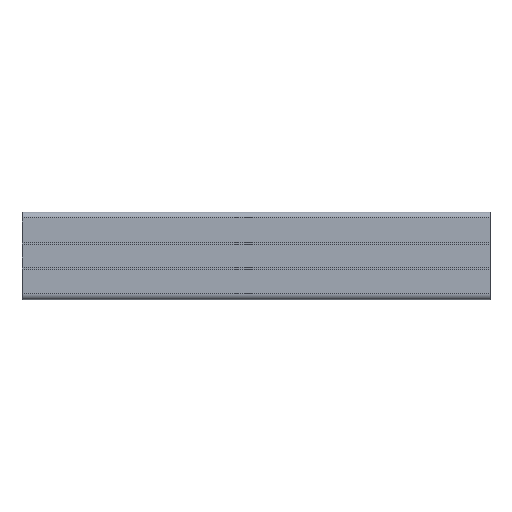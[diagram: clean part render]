
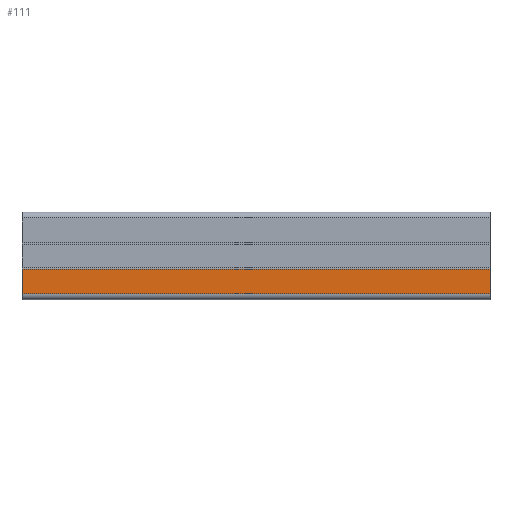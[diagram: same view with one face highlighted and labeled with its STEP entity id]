
A CAD part, top view. The second image highlights one B-rep face of the part: STEP entity #111.
In plain terms, the highlighted planar face has unit normal (0, 0, 1).
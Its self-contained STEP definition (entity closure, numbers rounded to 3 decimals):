
#111=ADVANCED_FACE('',(#250),#251,.T.);
#250=FACE_OUTER_BOUND('',#464,.T.);
#251=PLANE('',#465);
#464=EDGE_LOOP('',(#858,#859,#860,#861));
#465=AXIS2_PLACEMENT_3D('',#862,#863,#864);
#858=ORIENTED_EDGE('',*,*,#1620,.T.);
#859=ORIENTED_EDGE('',*,*,#1621,.F.);
#860=ORIENTED_EDGE('',*,*,#1622,.T.);
#861=ORIENTED_EDGE('',*,*,#1623,.T.);
#862=CARTESIAN_POINT('',(0.0,-8.775,15.0));
#863=DIRECTION('',(0.0,0.0,1.0));
#864=DIRECTION('',(0.0,-1.0,0.0));
#1620=EDGE_CURVE('',#1992,#1993,#1994,.T.);
#1621=EDGE_CURVE('',#1995,#1993,#1996,.T.);
#1622=EDGE_CURVE('',#1995,#1997,#1998,.T.);
#1623=EDGE_CURVE('',#1997,#1992,#1999,.T.);
#1992=VERTEX_POINT('',#2584);
#1993=VERTEX_POINT('',#2585);
#1994=LINE('',#2586,#2587);
#1995=VERTEX_POINT('',#2588);
#1996=LINE('',#2589,#2590);
#1997=VERTEX_POINT('',#2591);
#1998=LINE('',#2592,#2593);
#1999=LINE('',#2594,#2595);
#2584=CARTESIAN_POINT('',(160.0,-13.0,15.0));
#2585=CARTESIAN_POINT('',(160.0,-4.55,15.0));
#2586=CARTESIAN_POINT('',(160.0,-4.55,15.0));
#2587=VECTOR('',#3228,1.0);
#2588=CARTESIAN_POINT('',(0.0,-4.55,15.0));
#2589=CARTESIAN_POINT('',(0.0,-4.55,15.0));
#2590=VECTOR('',#3229,1.0);
#2591=CARTESIAN_POINT('',(0.0,-13.0,15.0));
#2592=CARTESIAN_POINT('',(0.0,-4.55,15.0));
#2593=VECTOR('',#3230,1.0);
#2594=CARTESIAN_POINT('',(0.0,-13.0,15.0));
#2595=VECTOR('',#3231,1.0);
#3228=DIRECTION('',(0.0,1.0,0.0));
#3229=DIRECTION('',(1.0,0.0,0.0));
#3230=DIRECTION('',(0.0,-1.0,0.0));
#3231=DIRECTION('',(1.0,0.0,0.0));
